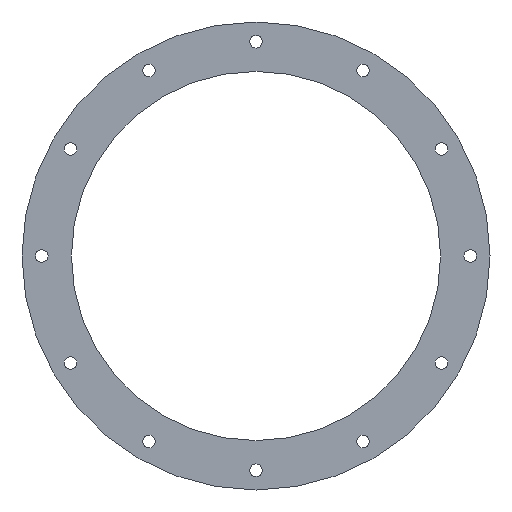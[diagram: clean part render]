
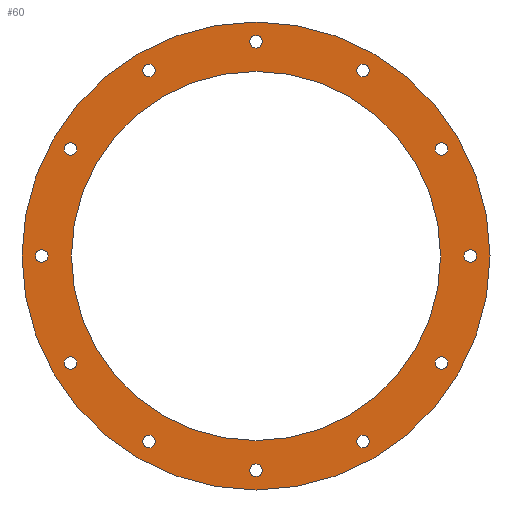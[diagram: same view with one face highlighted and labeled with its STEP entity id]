
A CAD part, left-side view. The second image highlights one B-rep face of the part: STEP entity #60.
In plain terms, the highlighted planar face has unit normal (-1, 0, 0).
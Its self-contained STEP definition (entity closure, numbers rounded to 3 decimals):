
#60 = ADVANCED_FACE( '', ( #141, #142, #143, #144, #145, #146, #147, #148, #149, #150, #151, #152, #153, #154 ), #155, .T. );
#141 = FACE_BOUND( '', #236, .T. );
#142 = FACE_BOUND( '', #237, .T. );
#143 = FACE_BOUND( '', #238, .T. );
#144 = FACE_BOUND( '', #239, .T. );
#145 = FACE_BOUND( '', #240, .T. );
#146 = FACE_BOUND( '', #241, .T. );
#147 = FACE_BOUND( '', #242, .T. );
#148 = FACE_BOUND( '', #243, .T. );
#149 = FACE_BOUND( '', #244, .T. );
#150 = FACE_BOUND( '', #245, .T. );
#151 = FACE_BOUND( '', #246, .T. );
#152 = FACE_BOUND( '', #247, .T. );
#153 = FACE_BOUND( '', #248, .T. );
#154 = FACE_OUTER_BOUND( '', #249, .T. );
#155 = PLANE( '', #250 );
#236 = EDGE_LOOP( '', ( #345 ) );
#237 = EDGE_LOOP( '', ( #346 ) );
#238 = EDGE_LOOP( '', ( #347 ) );
#239 = EDGE_LOOP( '', ( #348 ) );
#240 = EDGE_LOOP( '', ( #349 ) );
#241 = EDGE_LOOP( '', ( #350 ) );
#242 = EDGE_LOOP( '', ( #351 ) );
#243 = EDGE_LOOP( '', ( #352 ) );
#244 = EDGE_LOOP( '', ( #353 ) );
#245 = EDGE_LOOP( '', ( #354 ) );
#246 = EDGE_LOOP( '', ( #355 ) );
#247 = EDGE_LOOP( '', ( #356 ) );
#248 = EDGE_LOOP( '', ( #357 ) );
#249 = EDGE_LOOP( '', ( #358 ) );
#250 = AXIS2_PLACEMENT_3D( '', #359, #360, #361 );
#345 = ORIENTED_EDGE( '', *, *, #426, .T. );
#346 = ORIENTED_EDGE( '', *, *, #394, .T. );
#347 = ORIENTED_EDGE( '', *, *, #400, .T. );
#348 = ORIENTED_EDGE( '', *, *, #416, .T. );
#349 = ORIENTED_EDGE( '', *, *, #427, .T. );
#350 = ORIENTED_EDGE( '', *, *, #397, .T. );
#351 = ORIENTED_EDGE( '', *, *, #422, .T. );
#352 = ORIENTED_EDGE( '', *, *, #428, .T. );
#353 = ORIENTED_EDGE( '', *, *, #403, .T. );
#354 = ORIENTED_EDGE( '', *, *, #429, .T. );
#355 = ORIENTED_EDGE( '', *, *, #420, .T. );
#356 = ORIENTED_EDGE( '', *, *, #430, .T. );
#357 = ORIENTED_EDGE( '', *, *, #418, .T. );
#358 = ORIENTED_EDGE( '', *, *, #424, .F. );
#359 = CARTESIAN_POINT( '', ( 0., 177.5, 0. ) );
#360 = DIRECTION( '', ( -1., 0., 0. ) );
#361 = DIRECTION( '', ( 0., 0., 1. ) );
#394 = EDGE_CURVE( '', #439, #439, #440, .T. );
#397 = EDGE_CURVE( '', #444, #444, #445, .T. );
#400 = EDGE_CURVE( '', #449, #449, #450, .T. );
#403 = EDGE_CURVE( '', #454, #454, #455, .T. );
#416 = EDGE_CURVE( '', #478, #478, #479, .T. );
#418 = EDGE_CURVE( '', #481, #481, #482, .T. );
#420 = EDGE_CURVE( '', #484, #484, #485, .T. );
#422 = EDGE_CURVE( '', #487, #487, #488, .T. );
#424 = EDGE_CURVE( '', #490, #490, #491, .T. );
#426 = EDGE_CURVE( '', #493, #493, #494, .T. );
#427 = EDGE_CURVE( '', #495, #495, #496, .T. );
#428 = EDGE_CURVE( '', #497, #497, #498, .T. );
#429 = EDGE_CURVE( '', #499, #499, #500, .T. );
#430 = EDGE_CURVE( '', #501, #501, #502, .T. );
#439 = VERTEX_POINT( '', #511 );
#440 = CIRCLE( '', #512, 4.75 );
#444 = VERTEX_POINT( '', #516 );
#445 = CIRCLE( '', #517, 4.75 );
#449 = VERTEX_POINT( '', #521 );
#450 = CIRCLE( '', #522, 4.75 );
#454 = VERTEX_POINT( '', #526 );
#455 = CIRCLE( '', #527, 4.75 );
#478 = VERTEX_POINT( '', #550 );
#479 = CIRCLE( '', #551, 4.75 );
#481 = VERTEX_POINT( '', #553 );
#482 = CIRCLE( '', #554, 4.75 );
#484 = VERTEX_POINT( '', #556 );
#485 = CIRCLE( '', #557, 4.75 );
#487 = VERTEX_POINT( '', #559 );
#488 = CIRCLE( '', #560, 4.75 );
#490 = VERTEX_POINT( '', #562 );
#491 = CIRCLE( '', #563, 177.5 );
#493 = VERTEX_POINT( '', #565 );
#494 = CIRCLE( '', #566, 140. );
#495 = VERTEX_POINT( '', #567 );
#496 = CIRCLE( '', #568, 4.75 );
#497 = VERTEX_POINT( '', #569 );
#498 = CIRCLE( '', #570, 4.75 );
#499 = VERTEX_POINT( '', #571 );
#500 = CIRCLE( '', #572, 4.75 );
#501 = VERTEX_POINT( '', #573 );
#502 = CIRCLE( '', #574, 4.75 );
#511 = CARTESIAN_POINT( '', ( 0., 162.5, -4.75 ) );
#512 = AXIS2_PLACEMENT_3D( '', #583, #584, #585 );
#516 = CARTESIAN_POINT( '', ( 0., -140.729, -86. ) );
#517 = AXIS2_PLACEMENT_3D( '', #589, #590, #591 );
#521 = CARTESIAN_POINT( '', ( 0., 81.25, -145.479 ) );
#522 = AXIS2_PLACEMENT_3D( '', #595, #596, #597 );
#526 = CARTESIAN_POINT( '', ( 0., -81.25, 135.979 ) );
#527 = AXIS2_PLACEMENT_3D( '', #601, #602, #603 );
#550 = CARTESIAN_POINT( '', ( 0., 0., -167.25 ) );
#551 = AXIS2_PLACEMENT_3D( '', #634, #635, #636 );
#553 = CARTESIAN_POINT( '', ( 0., 140.729, -86. ) );
#554 = AXIS2_PLACEMENT_3D( '', #637, #638, #639 );
#556 = CARTESIAN_POINT( '', ( 0., 81.25, 135.979 ) );
#557 = AXIS2_PLACEMENT_3D( '', #640, #641, #642 );
#559 = CARTESIAN_POINT( '', ( 0., -162.5, -4.75 ) );
#560 = AXIS2_PLACEMENT_3D( '', #643, #644, #645 );
#562 = CARTESIAN_POINT( '', ( 0., 0., -177.5 ) );
#563 = AXIS2_PLACEMENT_3D( '', #646, #647, #648 );
#565 = CARTESIAN_POINT( '', ( 0., 0., -140. ) );
#566 = AXIS2_PLACEMENT_3D( '', #649, #650, #651 );
#567 = CARTESIAN_POINT( '', ( 0., -81.25, -145.479 ) );
#568 = AXIS2_PLACEMENT_3D( '', #652, #653, #654 );
#569 = CARTESIAN_POINT( '', ( 0., -140.729, 76.5 ) );
#570 = AXIS2_PLACEMENT_3D( '', #655, #656, #657 );
#571 = CARTESIAN_POINT( '', ( 0., 0., 157.75 ) );
#572 = AXIS2_PLACEMENT_3D( '', #658, #659, #660 );
#573 = CARTESIAN_POINT( '', ( 0., 140.729, 76.5 ) );
#574 = AXIS2_PLACEMENT_3D( '', #661, #662, #663 );
#583 = CARTESIAN_POINT( '', ( 0., 162.5, 0. ) );
#584 = DIRECTION( '', ( 1., 0., 0. ) );
#585 = DIRECTION( '', ( 0., 0., -1. ) );
#589 = CARTESIAN_POINT( '', ( 0., -140.729, -81.25 ) );
#590 = DIRECTION( '', ( 1., 0., 0. ) );
#591 = DIRECTION( '', ( 0., 0., -1. ) );
#595 = CARTESIAN_POINT( '', ( 0., 81.25, -140.729 ) );
#596 = DIRECTION( '', ( 1., 0., 0. ) );
#597 = DIRECTION( '', ( 0., 0., -1. ) );
#601 = CARTESIAN_POINT( '', ( 0., -81.25, 140.729 ) );
#602 = DIRECTION( '', ( 1., 0., 0. ) );
#603 = DIRECTION( '', ( 0., 0., -1. ) );
#634 = CARTESIAN_POINT( '', ( 0., 0., -162.5 ) );
#635 = DIRECTION( '', ( 1., 0., 0. ) );
#636 = DIRECTION( '', ( 0., 0., -1. ) );
#637 = CARTESIAN_POINT( '', ( 0., 140.729, -81.25 ) );
#638 = DIRECTION( '', ( 1., 0., 0. ) );
#639 = DIRECTION( '', ( 0., 0., -1. ) );
#640 = CARTESIAN_POINT( '', ( 0., 81.25, 140.729 ) );
#641 = DIRECTION( '', ( 1., 0., 0. ) );
#642 = DIRECTION( '', ( 0., 0., -1. ) );
#643 = CARTESIAN_POINT( '', ( 0., -162.5, 0. ) );
#644 = DIRECTION( '', ( 1., 0., 0. ) );
#645 = DIRECTION( '', ( 0., 0., -1. ) );
#646 = CARTESIAN_POINT( '', ( 0., 0., 0. ) );
#647 = DIRECTION( '', ( 1., 0., 0. ) );
#648 = DIRECTION( '', ( 0., 0., -1. ) );
#649 = CARTESIAN_POINT( '', ( 0., 0., 0. ) );
#650 = DIRECTION( '', ( 1., 0., 0. ) );
#651 = DIRECTION( '', ( 0., 0., -1. ) );
#652 = CARTESIAN_POINT( '', ( 0., -81.25, -140.729 ) );
#653 = DIRECTION( '', ( 1., 0., 0. ) );
#654 = DIRECTION( '', ( 0., 0., -1. ) );
#655 = CARTESIAN_POINT( '', ( 0., -140.729, 81.25 ) );
#656 = DIRECTION( '', ( 1., 0., 0. ) );
#657 = DIRECTION( '', ( 0., 0., -1. ) );
#658 = CARTESIAN_POINT( '', ( 0., 0., 162.5 ) );
#659 = DIRECTION( '', ( 1., 0., 0. ) );
#660 = DIRECTION( '', ( 0., 0., -1. ) );
#661 = CARTESIAN_POINT( '', ( 0., 140.729, 81.25 ) );
#662 = DIRECTION( '', ( 1., 0., 0. ) );
#663 = DIRECTION( '', ( 0., 0., -1. ) );
